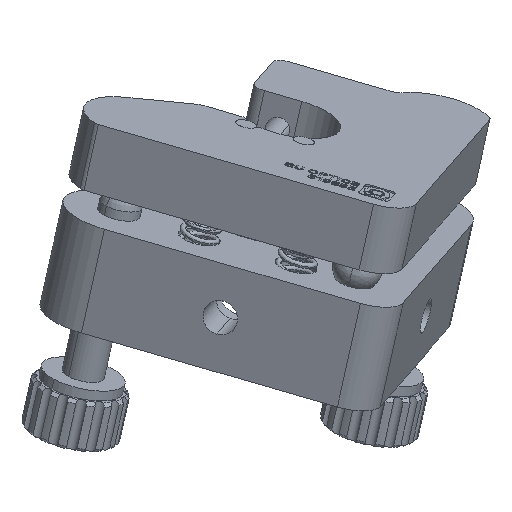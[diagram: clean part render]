
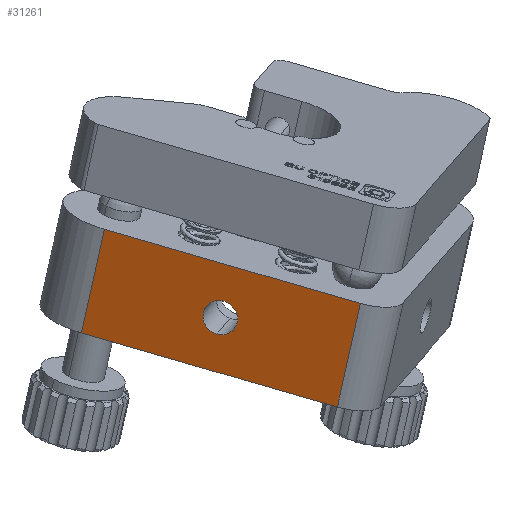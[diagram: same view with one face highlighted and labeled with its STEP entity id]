
A CAD part, front view. The second image highlights one B-rep face of the part: STEP entity #31261.
In plain terms, the highlighted planar face has unit normal (-0.252, -0.923, -0.291).
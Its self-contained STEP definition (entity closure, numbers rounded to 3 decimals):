
#18 = VERTEX_POINT ( 'NONE', #8471 ) ;
#53 = LINE ( 'NONE', #41244, #17562 ) ;
#90 = DIRECTION ( 'NONE',  ( -0.252, -0.923, -0.291 ) ) ;
#679 = VERTEX_POINT ( 'NONE', #29784 ) ;
#1111 = CARTESIAN_POINT ( 'NONE',  ( -613.95, -1732.196, -514.865 ) ) ;
#1138 = EDGE_LOOP ( 'NONE', ( #38407, #17846, #16119, #8356 ) ) ;
#2983 = VERTEX_POINT ( 'NONE', #26709 ) ;
#3062 = CARTESIAN_POINT ( 'NONE',  ( -578.186, -1738.715, -525.224 ) ) ;
#5984 = FACE_OUTER_BOUND ( 'NONE', #1138, .T. ) ;
#6213 = VECTOR ( 'NONE', #14000, 1000. ) ;
#6366 = DIRECTION ( 'NONE',  ( 0.946, -0.172, -0.274 ) ) ;
#6507 = VERTEX_POINT ( 'NONE', #11341 ) ;
#7006 = FACE_BOUND ( 'NONE', #40865, .T. ) ;
#7422 = EDGE_CURVE ( 'NONE', #679, #24675, #23743, .T. ) ;
#8356 = ORIENTED_EDGE ( 'NONE', *, *, #29336, .T. ) ;
#8471 = CARTESIAN_POINT ( 'NONE',  ( -597.248, -1733.597, -524.922 ) ) ;
#8854 = EDGE_CURVE ( 'NONE', #2983, #24675, #35534, .T. ) ;
#11341 = CARTESIAN_POINT ( 'NONE',  ( -598.261, -1731.875, -529.505 ) ) ;
#11804 = LINE ( 'NONE', #25509, #37100 ) ;
#14000 = DIRECTION ( 'NONE',  ( -0.203, 0.344, -0.917 ) ) ;
#16093 = CIRCLE ( 'NONE', #41067, 2.5 ) ;
#16119 = ORIENTED_EDGE ( 'NONE', *, *, #21278, .F. ) ;
#17522 = CIRCLE ( 'NONE', #28735, 2.5 ) ;
#17562 = VECTOR ( 'NONE', #31434, 1000. ) ;
#17846 = ORIENTED_EDGE ( 'NONE', *, *, #7422, .F. ) ;
#19077 = DIRECTION ( 'NONE',  ( -0.252, -0.923, -0.291 ) ) ;
#19872 = CARTESIAN_POINT ( 'NONE',  ( -597.755, -1732.736, -527.213 ) ) ;
#21278 = EDGE_CURVE ( 'NONE', #38679, #679, #11804, .T. ) ;
#21546 = ORIENTED_EDGE ( 'NONE', *, *, #42751, .F. ) ;
#23157 = DIRECTION ( 'NONE',  ( -0.203, 0.344, -0.917 ) ) ;
#23743 = LINE ( 'NONE', #41207, #6213 ) ;
#24675 = VERTEX_POINT ( 'NONE', #24770 ) ;
#24770 = CARTESIAN_POINT ( 'NONE',  ( -581.39, -1733.276, -539.708 ) ) ;
#25509 = CARTESIAN_POINT ( 'NONE',  ( -578.186, -1738.715, -525.224 ) ) ;
#26163 = DIRECTION ( 'NONE',  ( -0.252, -0.923, -0.291 ) ) ;
#26709 = CARTESIAN_POINT ( 'NONE',  ( -617.154, -1726.757, -529.349 ) ) ;
#26760 = VECTOR ( 'NONE', #38793, 1000. ) ;
#28633 = EDGE_CURVE ( 'NONE', #18, #6507, #16093, .T. ) ;
#28735 = AXIS2_PLACEMENT_3D ( 'NONE', #19872, #90, #23157 ) ;
#28788 = DIRECTION ( 'NONE',  ( 0.946, -0.172, -0.274 ) ) ;
#29308 = PLANE ( 'NONE',  #33830 ) ;
#29336 = EDGE_CURVE ( 'NONE', #38679, #2983, #53, .T. ) ;
#29784 = CARTESIAN_POINT ( 'NONE',  ( -578.186, -1738.715, -525.224 ) ) ;
#31261 = ADVANCED_FACE ( 'NONE', ( #7006, #5984 ), #29308, .T. ) ;
#31434 = DIRECTION ( 'NONE',  ( -0.203, 0.344, -0.917 ) ) ;
#33830 = AXIS2_PLACEMENT_3D ( 'NONE', #3062, #26163, #6366 ) ;
#33836 = ORIENTED_EDGE ( 'NONE', *, *, #28633, .F. ) ;
#35534 = LINE ( 'NONE', #42120, #26760 ) ;
#37100 = VECTOR ( 'NONE', #28788, 1000. ) ;
#38407 = ORIENTED_EDGE ( 'NONE', *, *, #8854, .T. ) ;
#38679 = VERTEX_POINT ( 'NONE', #1111 ) ;
#38793 = DIRECTION ( 'NONE',  ( 0.946, -0.172, -0.274 ) ) ;
#38825 = CARTESIAN_POINT ( 'NONE',  ( -597.755, -1732.736, -527.213 ) ) ;
#40865 = EDGE_LOOP ( 'NONE', ( #21546, #33836 ) ) ;
#41067 = AXIS2_PLACEMENT_3D ( 'NONE', #38825, #19077, #42150 ) ;
#41207 = CARTESIAN_POINT ( 'NONE',  ( -578.186, -1738.715, -525.224 ) ) ;
#41244 = CARTESIAN_POINT ( 'NONE',  ( -613.95, -1732.196, -514.865 ) ) ;
#42120 = CARTESIAN_POINT ( 'NONE',  ( -581.39, -1733.276, -539.708 ) ) ;
#42150 = DIRECTION ( 'NONE',  ( -0.203, 0.344, -0.917 ) ) ;
#42751 = EDGE_CURVE ( 'NONE', #6507, #18, #17522, .T. ) ;
